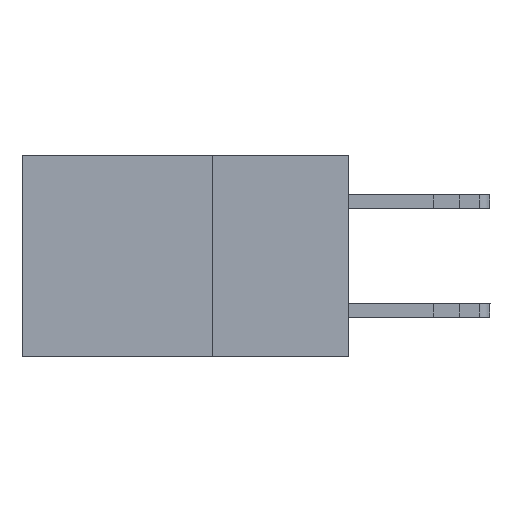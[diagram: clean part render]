
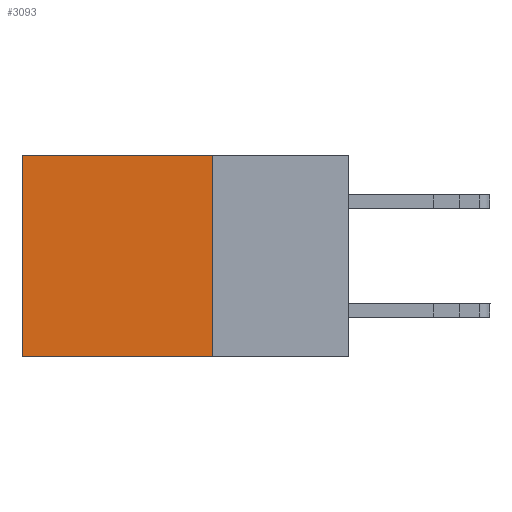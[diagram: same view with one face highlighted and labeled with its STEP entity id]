
A CAD part, left-side view. The second image highlights one B-rep face of the part: STEP entity #3093.
In plain terms, the highlighted planar face has unit normal (-1, 0, 0).
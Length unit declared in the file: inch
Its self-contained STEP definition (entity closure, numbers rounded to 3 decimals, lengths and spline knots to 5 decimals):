
#251 = CARTESIAN_POINT ( 'NONE',  ( 0.298, 0.25, -0.37 ) ) ;
#257 = CARTESIAN_POINT ( 'NONE',  ( 0.298, 0.25, -0.37 ) ) ;
#544 = LINE ( 'NONE', #257, #3999 ) ;
#1376 = VECTOR ( 'NONE', #10965, 39.37008 ) ;
#1402 = FACE_OUTER_BOUND ( 'NONE', #11347, .T. ) ;
#2544 = CARTESIAN_POINT ( 'NONE',  ( 0.298, 0.25, 0. ) ) ;
#3074 = VERTEX_POINT ( 'NONE', #4700 ) ;
#3093 = ADVANCED_FACE ( 'NONE', ( #1402 ), #12568, .F. ) ;
#3691 = DIRECTION ( 'NONE',  ( 1., 0., 0. ) ) ;
#3999 = VECTOR ( 'NONE', #13290, 39.37008 ) ;
#4700 = CARTESIAN_POINT ( 'NONE',  ( 0.298, 0.6, -0.37 ) ) ;
#5037 = VERTEX_POINT ( 'NONE', #9200 ) ;
#5980 = DIRECTION ( 'NONE',  ( 0., 0., -1. ) ) ;
#6062 = VECTOR ( 'NONE', #11562, 39.37008 ) ;
#6217 = VERTEX_POINT ( 'NONE', #9936 ) ;
#6335 = EDGE_CURVE ( 'NONE', #5037, #3074, #10705, .T. ) ;
#7625 = CARTESIAN_POINT ( 'NONE',  ( 0.298, 0.6, 0. ) ) ;
#8515 = AXIS2_PLACEMENT_3D ( 'NONE', #2544, #3691, #5980 ) ;
#8591 = ORIENTED_EDGE ( 'NONE', *, *, #6335, .T. ) ;
#8752 = ORIENTED_EDGE ( 'NONE', *, *, #11891, .F. ) ;
#8815 = ORIENTED_EDGE ( 'NONE', *, *, #11363, .T. ) ;
#9121 = DIRECTION ( 'NONE',  ( 0., 1., 0. ) ) ;
#9200 = CARTESIAN_POINT ( 'NONE',  ( 0.298, 0.6, 0. ) ) ;
#9716 = LINE ( 'NONE', #10385, #12823 ) ;
#9936 = CARTESIAN_POINT ( 'NONE',  ( 0.298, 0.25, 0. ) ) ;
#10385 = CARTESIAN_POINT ( 'NONE',  ( 0.298, 0.25, 0. ) ) ;
#10427 = ORIENTED_EDGE ( 'NONE', *, *, #12691, .F. ) ;
#10705 = LINE ( 'NONE', #7625, #1376 ) ;
#10965 = DIRECTION ( 'NONE',  ( 0., 0., -1. ) ) ;
#11347 = EDGE_LOOP ( 'NONE', ( #8591, #8752, #10427, #8815 ) ) ;
#11363 = EDGE_CURVE ( 'NONE', #6217, #5037, #9716, .T. ) ;
#11511 = CARTESIAN_POINT ( 'NONE',  ( 0.298, 0.25, 0. ) ) ;
#11562 = DIRECTION ( 'NONE',  ( 0., 0., -1. ) ) ;
#11891 = EDGE_CURVE ( 'NONE', #13967, #3074, #544, .T. ) ;
#12426 = LINE ( 'NONE', #11511, #6062 ) ;
#12568 = PLANE ( 'NONE',  #8515 ) ;
#12691 = EDGE_CURVE ( 'NONE', #6217, #13967, #12426, .T. ) ;
#12823 = VECTOR ( 'NONE', #9121, 39.37008 ) ;
#13290 = DIRECTION ( 'NONE',  ( 0., 1., 0. ) ) ;
#13967 = VERTEX_POINT ( 'NONE', #251 ) ;
